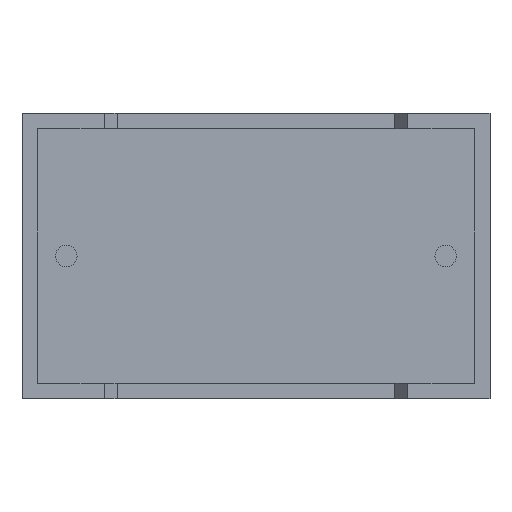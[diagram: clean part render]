
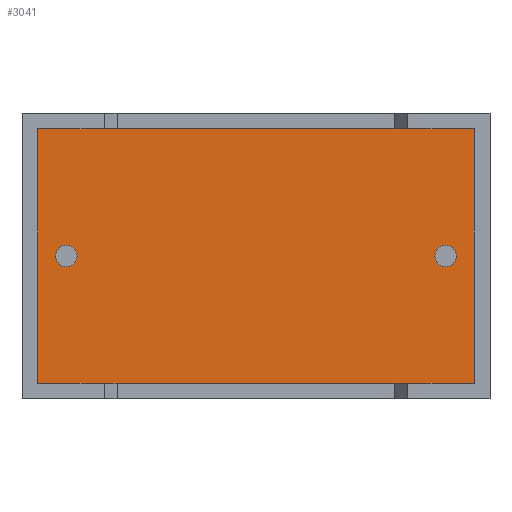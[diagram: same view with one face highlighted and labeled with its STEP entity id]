
A CAD part, front view. The second image highlights one B-rep face of the part: STEP entity #3041.
In plain terms, the highlighted planar face has unit normal (0, -1, 0).
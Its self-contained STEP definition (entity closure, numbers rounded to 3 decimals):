
#15 = VERTEX_POINT ( 'NONE', #2703 ) ;
#75 = AXIS2_PLACEMENT_3D ( 'NONE', #631, #2456, #1567 ) ;
#81 = CARTESIAN_POINT ( 'NONE',  ( 0.617, 0.75, 10.683 ) ) ;
#117 = CIRCLE ( 'NONE', #2931, 0.425 ) ;
#133 = DIRECTION ( 'NONE',  ( -1., 0., 0. ) ) ;
#196 = VECTOR ( 'NONE', #529, 1000. ) ;
#226 = DIRECTION ( 'NONE',  ( 0., -1., 0. ) ) ;
#296 = ORIENTED_EDGE ( 'NONE', *, *, #2142, .F. ) ;
#338 = VECTOR ( 'NONE', #133, 1000. ) ;
#342 = VERTEX_POINT ( 'NONE', #2725 ) ;
#383 = AXIS2_PLACEMENT_3D ( 'NONE', #2767, #657, #1145 ) ;
#444 = FACE_OUTER_BOUND ( 'NONE', #1262, .T. ) ;
#460 = ORIENTED_EDGE ( 'NONE', *, *, #2127, .F. ) ;
#475 = CARTESIAN_POINT ( 'NONE',  ( 0., 0.75, 0. ) ) ;
#529 = DIRECTION ( 'NONE',  ( 0., 0., 1. ) ) ;
#532 = EDGE_CURVE ( 'NONE', #1949, #2960, #755, .T. ) ;
#565 = CARTESIAN_POINT ( 'NONE',  ( 17.883, 0.75, 0.617 ) ) ;
#602 = CARTESIAN_POINT ( 'NONE',  ( 17.883, 0.75, 10.683 ) ) ;
#631 = CARTESIAN_POINT ( 'NONE',  ( 16.75, 0.75, 5.65 ) ) ;
#657 = DIRECTION ( 'NONE',  ( 0., -1., 0. ) ) ;
#706 = VERTEX_POINT ( 'NONE', #2416 ) ;
#726 = CARTESIAN_POINT ( 'NONE',  ( 17.883, 0.75, 0.617 ) ) ;
#728 = ORIENTED_EDGE ( 'NONE', *, *, #2878, .T. ) ;
#755 = LINE ( 'NONE', #726, #196 ) ;
#824 = DIRECTION ( 'NONE',  ( 0., 0., -1. ) ) ;
#839 = VERTEX_POINT ( 'NONE', #1766 ) ;
#840 = EDGE_LOOP ( 'NONE', ( #1600, #2333 ) ) ;
#861 = AXIS2_PLACEMENT_3D ( 'NONE', #2473, #2945, #824 ) ;
#862 = DIRECTION ( 'NONE',  ( 0., -1., 0. ) ) ;
#893 = ORIENTED_EDGE ( 'NONE', *, *, #1379, .T. ) ;
#895 = FACE_BOUND ( 'NONE', #2806, .T. ) ;
#935 = CARTESIAN_POINT ( 'NONE',  ( 0.617, 0.75, 10.683 ) ) ;
#961 = LINE ( 'NONE', #602, #338 ) ;
#1013 = CIRCLE ( 'NONE', #383, 0.425 ) ;
#1124 = CARTESIAN_POINT ( 'NONE',  ( 1.75, 0.75, 5.65 ) ) ;
#1131 = EDGE_CURVE ( 'NONE', #706, #15, #117, .T. ) ;
#1145 = DIRECTION ( 'NONE',  ( 0., 0., -1. ) ) ;
#1175 = CARTESIAN_POINT ( 'NONE',  ( 16.75, 0.75, 5.225 ) ) ;
#1246 = VERTEX_POINT ( 'NONE', #1175 ) ;
#1262 = EDGE_LOOP ( 'NONE', ( #893, #1552, #1691, #728 ) ) ;
#1272 = AXIS2_PLACEMENT_3D ( 'NONE', #475, #226, #1857 ) ;
#1364 = CIRCLE ( 'NONE', #861, 0.425 ) ;
#1379 = EDGE_CURVE ( 'NONE', #2309, #839, #3055, .T. ) ;
#1411 = CIRCLE ( 'NONE', #75, 0.425 ) ;
#1463 = EDGE_CURVE ( 'NONE', #839, #1949, #2669, .T. ) ;
#1489 = CARTESIAN_POINT ( 'NONE',  ( 0.617, 0.75, 0.617 ) ) ;
#1552 = ORIENTED_EDGE ( 'NONE', *, *, #1463, .T. ) ;
#1567 = DIRECTION ( 'NONE',  ( 0., 0., -1. ) ) ;
#1600 = ORIENTED_EDGE ( 'NONE', *, *, #1131, .F. ) ;
#1691 = ORIENTED_EDGE ( 'NONE', *, *, #532, .T. ) ;
#1756 = VECTOR ( 'NONE', #2433, 1000. ) ;
#1766 = CARTESIAN_POINT ( 'NONE',  ( 0.617, 0.75, 0.617 ) ) ;
#1836 = DIRECTION ( 'NONE',  ( 0., 0., -1. ) ) ;
#1857 = DIRECTION ( 'NONE',  ( 0., 0., -1. ) ) ;
#1949 = VERTEX_POINT ( 'NONE', #565 ) ;
#1979 = DIRECTION ( 'NONE',  ( 1., 0., 0. ) ) ;
#2036 = CARTESIAN_POINT ( 'NONE',  ( 17.883, 0.75, 10.683 ) ) ;
#2092 = PLANE ( 'NONE',  #1272 ) ;
#2110 = VECTOR ( 'NONE', #1979, 1000. ) ;
#2127 = EDGE_CURVE ( 'NONE', #342, #1246, #1364, .T. ) ;
#2142 = EDGE_CURVE ( 'NONE', #1246, #342, #1411, .T. ) ;
#2309 = VERTEX_POINT ( 'NONE', #81 ) ;
#2333 = ORIENTED_EDGE ( 'NONE', *, *, #2670, .F. ) ;
#2334 = FACE_BOUND ( 'NONE', #840, .T. ) ;
#2416 = CARTESIAN_POINT ( 'NONE',  ( 1.75, 0.75, 6.075 ) ) ;
#2433 = DIRECTION ( 'NONE',  ( 0., 0., -1. ) ) ;
#2456 = DIRECTION ( 'NONE',  ( 0., -1., 0. ) ) ;
#2473 = CARTESIAN_POINT ( 'NONE',  ( 16.75, 0.75, 5.65 ) ) ;
#2669 = LINE ( 'NONE', #1489, #2110 ) ;
#2670 = EDGE_CURVE ( 'NONE', #15, #706, #1013, .T. ) ;
#2703 = CARTESIAN_POINT ( 'NONE',  ( 1.75, 0.75, 5.225 ) ) ;
#2725 = CARTESIAN_POINT ( 'NONE',  ( 16.75, 0.75, 6.075 ) ) ;
#2767 = CARTESIAN_POINT ( 'NONE',  ( 1.75, 0.75, 5.65 ) ) ;
#2806 = EDGE_LOOP ( 'NONE', ( #460, #296 ) ) ;
#2878 = EDGE_CURVE ( 'NONE', #2960, #2309, #961, .T. ) ;
#2931 = AXIS2_PLACEMENT_3D ( 'NONE', #1124, #862, #1836 ) ;
#2945 = DIRECTION ( 'NONE',  ( 0., -1., 0. ) ) ;
#2960 = VERTEX_POINT ( 'NONE', #2036 ) ;
#3041 = ADVANCED_FACE ( 'NONE', ( #895, #444, #2334 ), #2092, .T. ) ;
#3055 = LINE ( 'NONE', #935, #1756 ) ;
